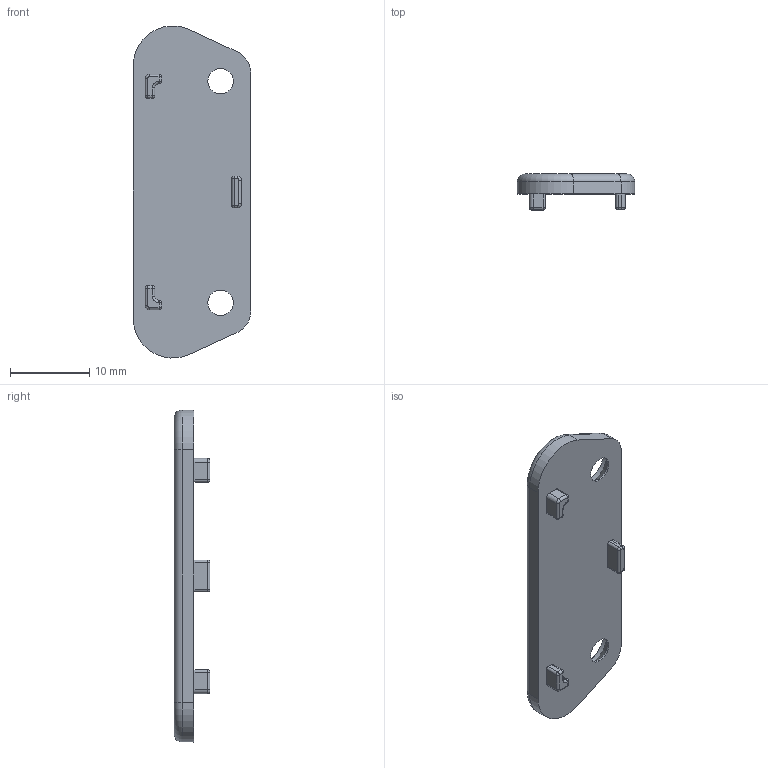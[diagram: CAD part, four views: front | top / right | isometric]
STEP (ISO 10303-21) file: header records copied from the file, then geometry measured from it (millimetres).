
FILE_DESCRIPTION(/* description */ (''),/* implementation_level */ '2;1');
FILE_NAME(/* name */ '79D-203-0.stp',/* time_stamp */ '2022-07-21T11:36:22-04:00',/* author */ ('aorselli'),/* organization */ (''),/* preprocessor_version */ 'ST-DEVELOPER v18.1',/* originating_system */ 'AutoCAD Mechanical',/* authorisation */ '');
FILE_SCHEMA (('AUTOMOTIVE_DESIGN { 1 0 10303 214 3 1 1 }'));
Length unit declared in the file: millimetre
Products named in the file (1): 79D-203-0
Bounding box: 14.8 x 4.5 x 41.78 mm (x, y, z)
Volume: 1326.9 mm3; surface area: 1423.1 mm2
Topology: 1 solids, 1 shells, 98 faces, 227 edges, 132 vertices
Faces by surface type: cylinder 48, plane 26, sphere 10, torus 6, cone 4, bspline 4
Entity records: 2826 total; most frequent: CARTESIAN_POINT 531, DIRECTION 515, ORIENTED_EDGE 454, EDGE_CURVE 227, AXIS2_PLACEMENT_3D 201, VERTEX_POINT 132, LINE 113, VECTOR 113
